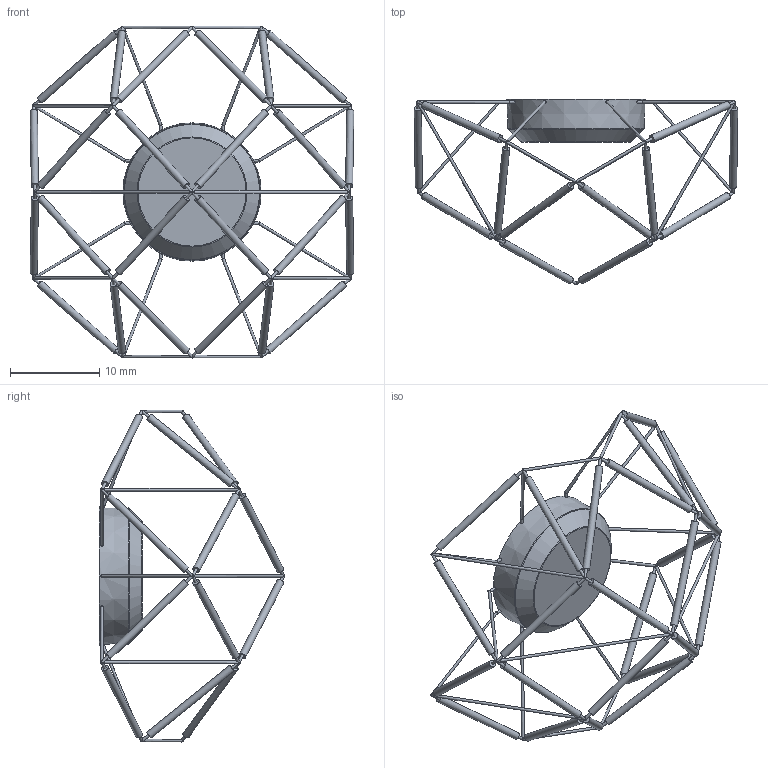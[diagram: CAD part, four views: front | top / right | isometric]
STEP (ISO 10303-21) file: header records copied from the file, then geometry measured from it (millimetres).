
FILE_DESCRIPTION(/* description */ (''),/* implementation_level */ '2;1');
FILE_NAME(/* name */ 'euclide_PARETE.stp',/* time_stamp */ '2023-02-07T18:26:24+01:00',/* author */ (''),/* organization */ (''),/* preprocessor_version */ 'ST-DEVELOPER v15',/* originating_system */ 'SIEMENS PLM Software NX 9.0',/* authorisation */ '');
FILE_SCHEMA (('AP203_CONFIGURATION_CONTROLLED_3D_DESIGN_OF_MECHANICAL_PARTS_AND_ASSEMBLIES_MIM_LF { 1 0 10303 403 2 1 2}'));
Length unit declared in the file: millimetre
Products named in the file (1): Gera194CEC76pfej
Bounding box: 36.2 x 20.74 x 37.15 mm (x, y, z)
Volume: 144.9 mm3; surface area: 1873.4 mm2
Topology: 24 solids, 25 shells, 228 faces, 497 edges, 273 vertices
Faces by surface type: plane 146, cylinder 78, cone 2, torus 2
Full cylindrical faces by diameter (mm): 0.3 x54, 0.8 x24
Entity records: 6194 total; most frequent: CARTESIAN_POINT 1431, DIRECTION 1128, ORIENTED_EDGE 772, AXIS2_PLACEMENT_3D 523, EDGE_CURVE 386, EDGE_LOOP 320, VERTEX_POINT 246, ADVANCED_FACE 228
